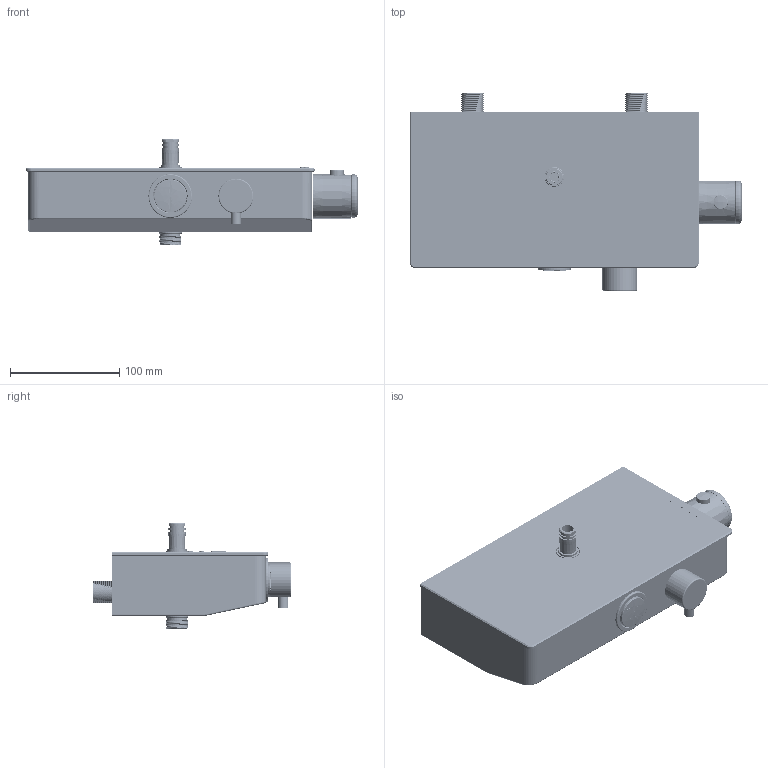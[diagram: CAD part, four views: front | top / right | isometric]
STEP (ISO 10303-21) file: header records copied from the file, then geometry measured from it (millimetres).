
FILE_DESCRIPTION((''),'2;1');
FILE_NAME('T061002_ASM','2019-09-30T',('Administrator'),(''),'PRO/ENGINEER BY PARAMETRIC TECHNOLOGY CORPORATION, 2014320','PRO/ENGINEER BY PARAMETRIC TECHNOLOGY CORPORATION, 2014320','');
FILE_SCHEMA(('CONFIG_CONTROL_DESIGN'));
Products named in the file (38): T061002-001; T061002-002; 24T031001-027-C01; O17; N15-1; K16-1; TM031100-16; 81T03001-027-203_AF0_ASM; 81T03001-027-203_AF1_ASM; T031001-009; T061002-002_ASM; T061002-003; N003-C; DB-LB01; DB-HB01; DB-38; A061001-004; A061001-004B; M4-8; A061001-004_ASM; A061001-006; TM031100-10; 20160118001; TM031100-12; MCQ; T031001-010-002_ASM; 20010005; BLDP001; FSQ-BS001; FSQ-BS002; M5-4; FSQ-BS003; FSQ-BS_ASM; D241830LT; QJ; T061002-007; JSP; T061002_ASM
Assembly tree (48 placements, depth 4):
  T061002_ASM
    T061002-001
    T061002-002_ASM
      T061002-002
      81T03001-027-203_AF0_ASM
        24T031001-027-C01
        O17
        N15-1
        K16-1
        TM031100-16
      81T03001-027-203_AF1_ASM
        24T031001-027-C01
        O17
        N15-1
        K16-1
        TM031100-16
      T031001-009
    T061002-003
    N003-C
    DB-LB01
    DB-HB01
    DB-38
    A061001-004_ASM
      A061001-004
      A061001-004B
      M4-8
    A061001-006
    T031001-010-002_ASM
      TM031100-10
      20160118001
      TM031100-12
      MCQ
    20010005  x4
    BLDP001  x2
    FSQ-BS_ASM
      FSQ-BS001
      FSQ-BS002
      M5-4
      FSQ-BS003
    D241830LT  x2
    QJ  x2
    T061002-007
    JSP
Bounding box: 303.68 x 181.4 x 96.3 mm (x, y, z)
Volume: 546062.6 mm3; surface area: 386616.9 mm2
Topology: 65 solids, 69 shells, 5110 faces, 13774 edges, 8244 vertices
Faces by surface type: cylinder 3128, plane 927, sphere 625, bspline 180, torus 139, cone 97, revolution 14
Entity records: 150321 total; most frequent: CARTESIAN_POINT 71974, ORIENTED_EDGE 17896, DIRECTION 13743, EDGE_CURVE 8948, VERTEX_POINT 5642, AXIS2_PLACEMENT_3D 5177, B_SPLINE_CURVE_WITH_KNOTS 3746, EDGE_LOOP 3586
